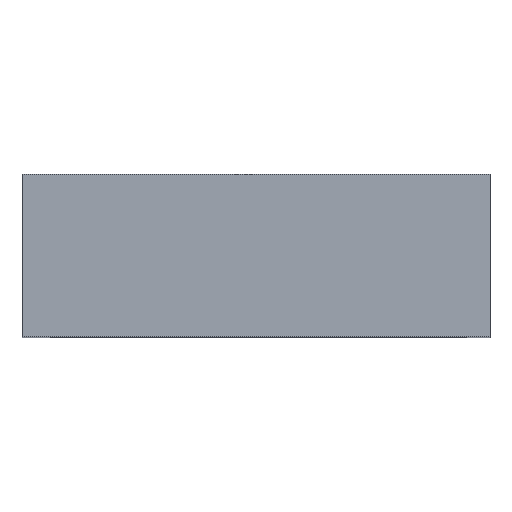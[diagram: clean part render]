
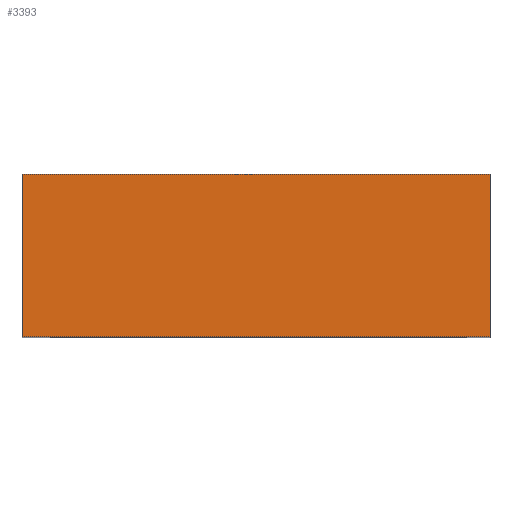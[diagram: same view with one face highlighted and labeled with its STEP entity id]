
A CAD part, top view. The second image highlights one B-rep face of the part: STEP entity #3393.
In plain terms, the highlighted planar face has unit normal (0, 0, 1).
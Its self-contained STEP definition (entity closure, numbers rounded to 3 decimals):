
#1618=CARTESIAN_POINT('',(184.235,288.192,567.05));
#1619=VERTEX_POINT('',#1618);
#1620=CARTESIAN_POINT('',(83.462,288.192,567.05));
#1621=VERTEX_POINT('',#1620);
#1622=CARTESIAN_POINT('',(184.235,288.192,567.05));
#1623=DIRECTION('',(-1.,-0.,0.));
#1624=VECTOR('',#1623,100.773);
#1625=LINE('',#1622,#1624);
#1626=EDGE_CURVE('',#1619,#1621,#1625,.T.);
#3275=CARTESIAN_POINT('',(184.235,253.192,567.05));
#3276=VERTEX_POINT('',#3275);
#3285=CARTESIAN_POINT('',(83.462,253.192,567.05));
#3286=VERTEX_POINT('',#3285);
#3287=CARTESIAN_POINT('',(184.235,253.192,567.05));
#3288=DIRECTION('',(-1.,-0.,0.));
#3289=VECTOR('',#3288,100.773);
#3290=LINE('',#3287,#3289);
#3291=EDGE_CURVE('',#3276,#3286,#3290,.T.);
#3372=CARTESIAN_POINT('',(370.094,288.192,567.05));
#3373=DIRECTION('',(0.,-0.,1.));
#3374=DIRECTION('',(1.,-0.,-0.));
#3375=AXIS2_PLACEMENT_3D('',#3372,#3373,#3374);
#3376=PLANE('',#3375);
#3377=ORIENTED_EDGE('',*,*,#3291,.F.);
#3378=CARTESIAN_POINT('',(184.235,253.192,567.05));
#3379=DIRECTION('',(0.,1.,0.));
#3380=VECTOR('',#3379,35.);
#3381=LINE('',#3378,#3380);
#3382=EDGE_CURVE('',#3276,#1619,#3381,.T.);
#3383=ORIENTED_EDGE('',*,*,#3382,.T.);
#3384=ORIENTED_EDGE('',*,*,#1626,.T.);
#3385=CARTESIAN_POINT('',(83.462,288.192,567.05));
#3386=DIRECTION('',(-0.,-1.,-0.));
#3387=VECTOR('',#3386,35.);
#3388=LINE('',#3385,#3387);
#3389=EDGE_CURVE('',#1621,#3286,#3388,.T.);
#3390=ORIENTED_EDGE('',*,*,#3389,.T.);
#3391=EDGE_LOOP('',(#3377,#3383,#3384,#3390));
#3392=FACE_BOUND('',#3391,.T.);
#3393=ADVANCED_FACE('',(#3392),#3376,.T.);
